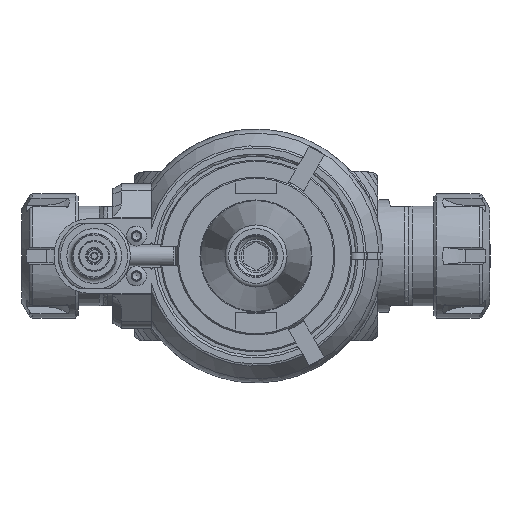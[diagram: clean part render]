
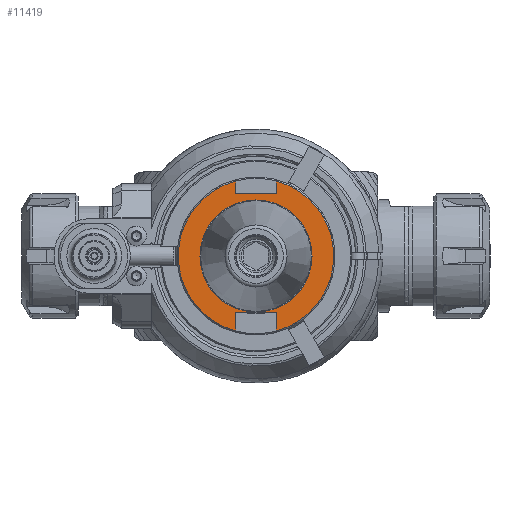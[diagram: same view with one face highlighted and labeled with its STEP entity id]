
A CAD part, left-side view. The second image highlights one B-rep face of the part: STEP entity #11419.
In plain terms, the highlighted planar face has unit normal (-1, 0, 0).
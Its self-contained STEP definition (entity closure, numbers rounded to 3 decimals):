
#1188=LINE('',#28468,#1862);
#1193=LINE('',#28505,#1867);
#1200=LINE('',#28579,#1874);
#1203=LINE('',#28619,#1877);
#1204=LINE('',#28623,#1878);
#1205=LINE('',#28624,#1879);
#1862=VECTOR('',#15782,16.383);
#1867=VECTOR('',#15789,7.551);
#1874=VECTOR('',#15808,5.138);
#1877=VECTOR('',#15829,7.551);
#1878=VECTOR('',#15832,5.138);
#1879=VECTOR('',#15833,16.383);
#2245=FACE_BOUND('',#3596,.T.);
#2854=FACE_OUTER_BOUND('',#3595,.T.);
#3595=EDGE_LOOP('',(#10200,#10201,#10202,#10203,#10204,#10205,#10206,#10207));
#3596=EDGE_LOOP('',(#10208));
#4218=CIRCLE('',#12702,31.25);
#4219=CIRCLE('',#12704,31.25);
#4220=CIRCLE('',#12705,22.525);
#5281=VERTEX_POINT('',#28465);
#5282=VERTEX_POINT('',#28467);
#5288=VERTEX_POINT('',#28504);
#5298=VERTEX_POINT('',#28571);
#5299=VERTEX_POINT('',#28578);
#5302=VERTEX_POINT('',#28618);
#5303=VERTEX_POINT('',#28620);
#5304=VERTEX_POINT('',#28622);
#5305=VERTEX_POINT('',#28625);
#6925=EDGE_CURVE('',#5281,#5282,#1188,.T.);
#6932=EDGE_CURVE('',#5282,#5288,#1193,.T.);
#6946=EDGE_CURVE('',#5298,#5299,#1200,.T.);
#6954=EDGE_CURVE('',#5298,#5288,#4218,.T.);
#6955=EDGE_CURVE('',#5302,#5281,#1203,.T.);
#6956=EDGE_CURVE('',#5302,#5303,#4219,.T.);
#6957=EDGE_CURVE('',#5304,#5303,#1204,.T.);
#6958=EDGE_CURVE('',#5299,#5304,#1205,.T.);
#6959=EDGE_CURVE('',#5305,#5305,#4220,.T.);
#10200=ORIENTED_EDGE('',*,*,#6954,.T.);
#10201=ORIENTED_EDGE('',*,*,#6932,.F.);
#10202=ORIENTED_EDGE('',*,*,#6925,.F.);
#10203=ORIENTED_EDGE('',*,*,#6955,.F.);
#10204=ORIENTED_EDGE('',*,*,#6956,.T.);
#10205=ORIENTED_EDGE('',*,*,#6957,.F.);
#10206=ORIENTED_EDGE('',*,*,#6958,.F.);
#10207=ORIENTED_EDGE('',*,*,#6946,.F.);
#10208=ORIENTED_EDGE('',*,*,#6959,.T.);
#10793=PLANE('',#12703);
#11419=ADVANCED_FACE('',(#2854,#2245),#10793,.T.);
#12702=AXIS2_PLACEMENT_3D('',#28616,#15825,#15826);
#12703=AXIS2_PLACEMENT_3D('',#28617,#15827,#15828);
#12704=AXIS2_PLACEMENT_3D('',#28621,#15830,#15831);
#12705=AXIS2_PLACEMENT_3D('',#28626,#15834,#15835);
#15782=DIRECTION('',(0.,1.,0.));
#15789=DIRECTION('',(0.,0.,-1.));
#15808=DIRECTION('',(0.,0.,-1.));
#15825=DIRECTION('center_axis',(-1.,0.,0.));
#15826=DIRECTION('ref_axis',(0.,0.262,0.965));
#15827=DIRECTION('center_axis',(-1.,0.,0.));
#15828=DIRECTION('ref_axis',(0.,0.,-1.));
#15829=DIRECTION('',(0.,0.,1.));
#15830=DIRECTION('center_axis',(-1.,0.,0.));
#15831=DIRECTION('ref_axis',(0.,-0.262,-0.965));
#15832=DIRECTION('',(0.,0.,1.));
#15833=DIRECTION('',(0.,-1.,0.));
#15834=DIRECTION('center_axis',(1.,0.,0.));
#15835=DIRECTION('ref_axis',(0.,0.,1.));
#28465=CARTESIAN_POINT('',(109.238,-8.192,-22.606));
#28467=CARTESIAN_POINT('',(109.238,8.192,-22.606));
#28468=CARTESIAN_POINT('',(109.238,-8.192,-22.606));
#28504=CARTESIAN_POINT('',(109.238,8.192,-30.157));
#28505=CARTESIAN_POINT('',(109.238,8.192,-22.606));
#28571=CARTESIAN_POINT('',(109.238,8.192,30.157));
#28578=CARTESIAN_POINT('',(109.238,8.192,25.019));
#28579=CARTESIAN_POINT('',(109.238,8.192,30.157));
#28616=CARTESIAN_POINT('Origin',(109.238,0.,0.));
#28617=CARTESIAN_POINT('Origin',(109.238,0.,-22.468));
#28618=CARTESIAN_POINT('',(109.238,-8.192,-30.157));
#28619=CARTESIAN_POINT('',(109.238,-8.192,-30.157));
#28620=CARTESIAN_POINT('',(109.238,-8.192,30.157));
#28621=CARTESIAN_POINT('Origin',(109.238,0.,0.));
#28622=CARTESIAN_POINT('',(109.238,-8.192,25.019));
#28623=CARTESIAN_POINT('',(109.238,-8.192,25.019));
#28624=CARTESIAN_POINT('',(109.238,8.192,25.019));
#28625=CARTESIAN_POINT('',(109.238,0.,-22.525));
#28626=CARTESIAN_POINT('Origin',(109.238,0.,0.));
